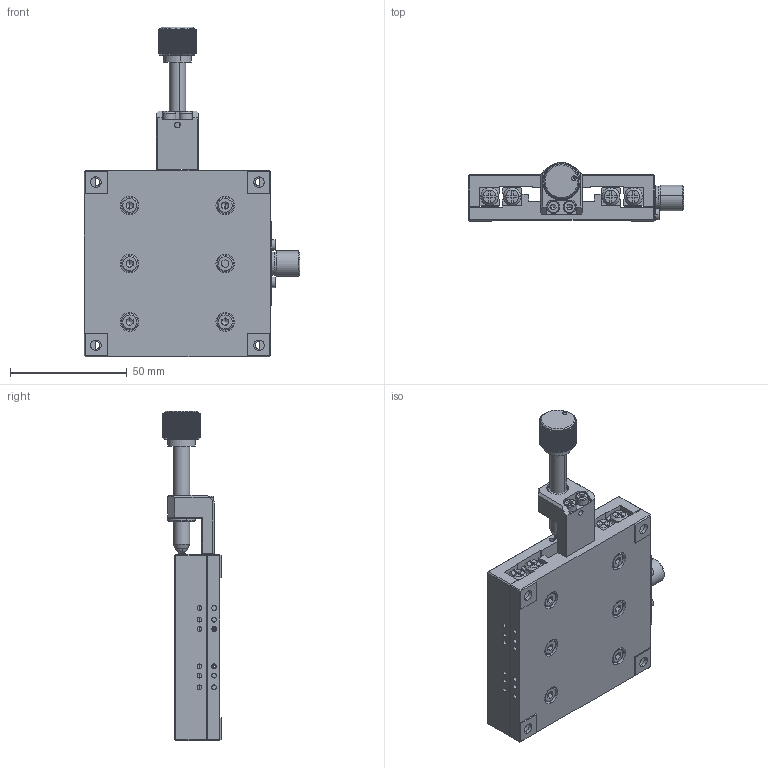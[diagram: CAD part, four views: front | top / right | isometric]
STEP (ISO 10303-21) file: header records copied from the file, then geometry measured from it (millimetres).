
FILE_DESCRIPTION (( 'STEP AP203' ), '1' );
FILE_NAME ('AK25-8020C.step', '2019-05-09T02:42:25', ( '' ), ( '' ), 'SwSTEP 2.0', 'SolidWorks 2017', '' );
FILE_SCHEMA (( 'CONFIG_CONTROL_DESIGN' ));
Products named in the file (1): AK25-8020C
Bounding box: 92.5 x 25 x 141.5 mm (x, y, z)
Surface area: 48486.7 mm2 (no closed solid volume)
Topology: 0 solids, 36 shells, 1193 faces, 3693 edges, 2473 vertices
Faces by surface type: plane 683, cylinder 304, cone 172, torus 28, sphere 6
Entity records: 41404 total; most frequent: CARTESIAN_POINT 9056, DIRECTION 6557, ORIENTED_EDGE 6453, EDGE_CURVE 3667, VERTEX_POINT 2473, AXIS2_PLACEMENT_3D 2236, VECTOR 2085, LINE 2085
